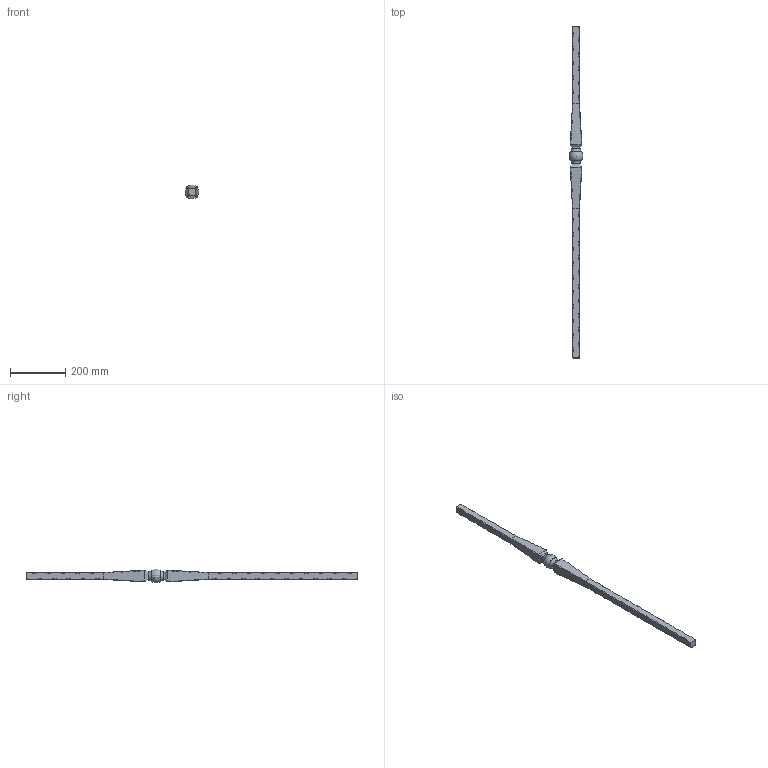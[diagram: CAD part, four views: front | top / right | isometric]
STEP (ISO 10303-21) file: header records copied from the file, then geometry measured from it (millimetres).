
FILE_DESCRIPTION (( 'STEP AP203' ), '1' );
FILE_NAME ('1004-R.STEP', '2023-05-04T13:23:12', ( '' ), ( '' ), 'SwSTEP 2.0', 'SolidWorks 2018', '' );
FILE_SCHEMA (( 'CONFIG_CONTROL_DESIGN' ));
Length unit declared in the file: millimetre
Products named in the file (1): 1004-R
Bounding box: 49.81 x 1200 x 50 mm (x, y, z)
Volume: 949227.4 mm3; surface area: 132656.4 mm2
Topology: 1 solids, 1 shells, 348 faces, 1116 edges, 624 vertices
Faces by surface type: plane 158, bspline 99, torus 90, sphere 1
Entity records: 16038 total; most frequent: CARTESIAN_POINT 7713, ORIENTED_EDGE 1882, DIRECTION 1425, EDGE_CURVE 941, VERTEX_POINT 620, LINE 561, VECTOR 561, AXIS2_PLACEMENT_3D 432
